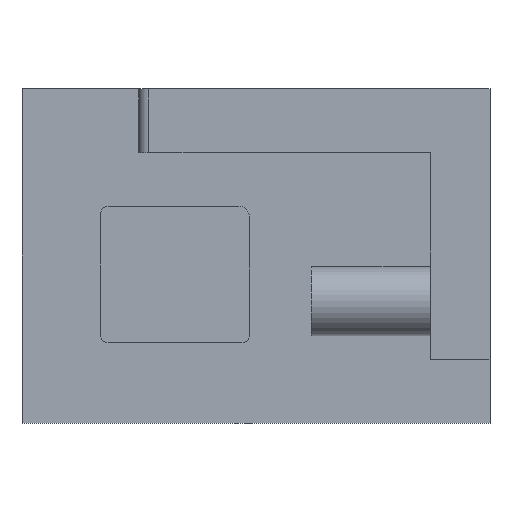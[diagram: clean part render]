
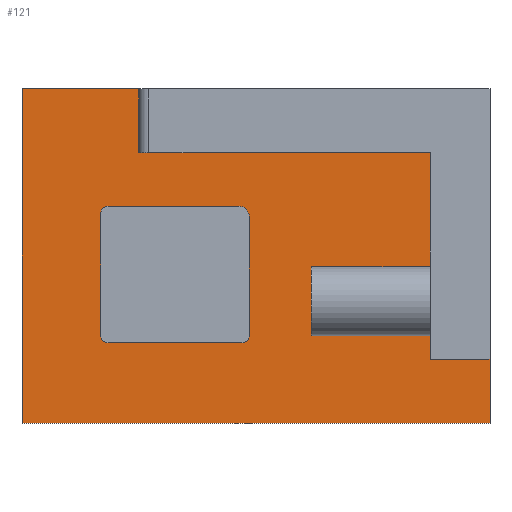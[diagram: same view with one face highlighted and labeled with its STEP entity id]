
A CAD part, front view. The second image highlights one B-rep face of the part: STEP entity #121.
In plain terms, the highlighted planar face has unit normal (0, -1, 0).
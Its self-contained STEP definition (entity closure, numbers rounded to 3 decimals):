
#121=ADVANCED_FACE('',(#161,#162),#144,.F.);
#144=PLANE('',#504);
#161=FACE_BOUND('',#167,.T.);
#162=FACE_BOUND('',#168,.T.);
#167=EDGE_LOOP('',(#205,#206,#207,#208,#209,#210,#211,#212));
#168=EDGE_LOOP('',(#213,#214,#215,#216,#217,#218,#219,#220));
#193=CIRCLE('',#500,5.);
#194=CIRCLE('',#501,5.);
#195=CIRCLE('',#502,7.);
#196=CIRCLE('',#503,5.);
#205=ORIENTED_EDGE('',*,*,#355,.T.);
#206=ORIENTED_EDGE('',*,*,#356,.T.);
#207=ORIENTED_EDGE('',*,*,#357,.T.);
#208=ORIENTED_EDGE('',*,*,#358,.T.);
#209=ORIENTED_EDGE('',*,*,#359,.T.);
#210=ORIENTED_EDGE('',*,*,#360,.T.);
#211=ORIENTED_EDGE('',*,*,#361,.T.);
#212=ORIENTED_EDGE('',*,*,#362,.T.);
#213=ORIENTED_EDGE('',*,*,#363,.F.);
#214=ORIENTED_EDGE('',*,*,#364,.F.);
#215=ORIENTED_EDGE('',*,*,#365,.F.);
#216=ORIENTED_EDGE('',*,*,#366,.F.);
#217=ORIENTED_EDGE('',*,*,#367,.F.);
#218=ORIENTED_EDGE('',*,*,#368,.F.);
#219=ORIENTED_EDGE('',*,*,#369,.F.);
#220=ORIENTED_EDGE('',*,*,#370,.F.);
#317=VERTEX_POINT('',#653);
#318=VERTEX_POINT('',#654);
#319=VERTEX_POINT('',#656);
#320=VERTEX_POINT('',#658);
#321=VERTEX_POINT('',#660);
#322=VERTEX_POINT('',#662);
#323=VERTEX_POINT('',#664);
#324=VERTEX_POINT('',#666);
#325=VERTEX_POINT('',#669);
#326=VERTEX_POINT('',#670);
#327=VERTEX_POINT('',#672);
#328=VERTEX_POINT('',#674);
#329=VERTEX_POINT('',#676);
#330=VERTEX_POINT('',#678);
#331=VERTEX_POINT('',#680);
#332=VERTEX_POINT('',#682);
#355=EDGE_CURVE('',#317,#318,#411,.T.);
#356=EDGE_CURVE('',#318,#319,#193,.T.);
#357=EDGE_CURVE('',#319,#320,#412,.T.);
#358=EDGE_CURVE('',#320,#321,#194,.T.);
#359=EDGE_CURVE('',#321,#322,#413,.T.);
#360=EDGE_CURVE('',#322,#323,#195,.T.);
#361=EDGE_CURVE('',#323,#324,#414,.T.);
#362=EDGE_CURVE('',#324,#317,#196,.T.);
#363=EDGE_CURVE('',#325,#326,#415,.T.);
#364=EDGE_CURVE('',#327,#325,#416,.T.);
#365=EDGE_CURVE('',#328,#327,#417,.T.);
#366=EDGE_CURVE('',#329,#328,#418,.T.);
#367=EDGE_CURVE('',#330,#329,#419,.T.);
#368=EDGE_CURVE('',#331,#330,#420,.T.);
#369=EDGE_CURVE('',#332,#331,#421,.T.);
#370=EDGE_CURVE('',#326,#332,#422,.T.);
#411=LINE('',#652,#455);
#412=LINE('',#657,#456);
#413=LINE('',#661,#457);
#414=LINE('',#665,#458);
#415=LINE('',#668,#459);
#416=LINE('',#671,#460);
#417=LINE('',#673,#461);
#418=LINE('',#675,#462);
#419=LINE('',#677,#463);
#420=LINE('',#679,#464);
#421=LINE('',#681,#465);
#422=LINE('',#683,#466);
#455=VECTOR('',#537,1.);
#456=VECTOR('',#540,1.);
#457=VECTOR('',#543,1.);
#458=VECTOR('',#546,1.);
#459=VECTOR('',#549,1.);
#460=VECTOR('',#550,1.);
#461=VECTOR('',#551,1.);
#462=VECTOR('',#552,1.);
#463=VECTOR('',#553,1.);
#464=VECTOR('',#554,1.);
#465=VECTOR('',#555,1.);
#466=VECTOR('',#556,1.);
#500=AXIS2_PLACEMENT_3D('',#655,#538,#539);
#501=AXIS2_PLACEMENT_3D('',#659,#541,#542);
#502=AXIS2_PLACEMENT_3D('',#663,#544,#545);
#503=AXIS2_PLACEMENT_3D('',#667,#547,#548);
#504=AXIS2_PLACEMENT_3D('',#684,#557,#558);
#537=DIRECTION('',(-1.,0.,0.));
#538=DIRECTION('',(0.,1.,0.));
#539=DIRECTION('',(0.,0.,1.));
#540=DIRECTION('',(0.,0.,1.));
#541=DIRECTION('',(0.,1.,0.));
#542=DIRECTION('',(0.,0.,1.));
#543=DIRECTION('',(1.,0.,0.));
#544=DIRECTION('',(0.,1.,0.));
#545=DIRECTION('',(0.,0.,1.));
#546=DIRECTION('',(0.,0.,-1.));
#547=DIRECTION('',(0.,1.,0.));
#548=DIRECTION('',(0.,0.,1.));
#549=DIRECTION('',(0.,0.,-1.));
#550=DIRECTION('',(1.,0.,0.));
#551=DIRECTION('',(0.,0.,1.));
#552=DIRECTION('',(-1.,0.,0.));
#553=DIRECTION('',(0.,0.,-1.));
#554=DIRECTION('',(1.,0.,0.));
#555=DIRECTION('',(0.,0.,-1.));
#556=DIRECTION('',(1.,0.,0.));
#557=DIRECTION('',(0.,1.,0.));
#558=DIRECTION('',(0.,0.,1.));
#652=CARTESIAN_POINT('',(153.,-25.,54.));
#653=CARTESIAN_POINT('',(148.,-25.,54.));
#654=CARTESIAN_POINT('',(58.,-25.,54.));
#655=CARTESIAN_POINT('',(58.,-25.,59.));
#656=CARTESIAN_POINT('',(53.,-25.,59.));
#657=CARTESIAN_POINT('',(53.,-25.,54.));
#658=CARTESIAN_POINT('',(53.,-25.,141.));
#659=CARTESIAN_POINT('',(58.,-25.,141.));
#660=CARTESIAN_POINT('',(58.,-25.,146.));
#661=CARTESIAN_POINT('',(53.,-25.,146.));
#662=CARTESIAN_POINT('',(146.,-25.,146.));
#663=CARTESIAN_POINT('',(146.,-25.,139.));
#664=CARTESIAN_POINT('',(153.,-25.,139.));
#665=CARTESIAN_POINT('',(153.,-25.,146.));
#666=CARTESIAN_POINT('',(153.,-25.,59.));
#667=CARTESIAN_POINT('',(148.,-25.,59.));
#668=CARTESIAN_POINT('',(78.449,-25.,225.));
#669=CARTESIAN_POINT('',(78.449,-25.,225.));
#670=CARTESIAN_POINT('',(78.449,-25.,181.985));
#671=CARTESIAN_POINT('',(0.,-25.,225.));
#672=CARTESIAN_POINT('',(0.,-25.,225.));
#673=CARTESIAN_POINT('',(0.,-25.,0.));
#674=CARTESIAN_POINT('',(0.,-25.,0.));
#675=CARTESIAN_POINT('',(315.,-25.,0.));
#676=CARTESIAN_POINT('',(315.,-25.,0.));
#677=CARTESIAN_POINT('',(315.,-25.,225.));
#678=CARTESIAN_POINT('',(315.,-25.,43.));
#679=CARTESIAN_POINT('',(274.849,-25.,43.));
#680=CARTESIAN_POINT('',(274.849,-25.,43.));
#681=CARTESIAN_POINT('',(274.849,-25.,181.985));
#682=CARTESIAN_POINT('',(274.849,-25.,181.985));
#683=CARTESIAN_POINT('',(78.449,-25.,181.985));
#684=CARTESIAN_POINT('',(0.,-25.,0.));
